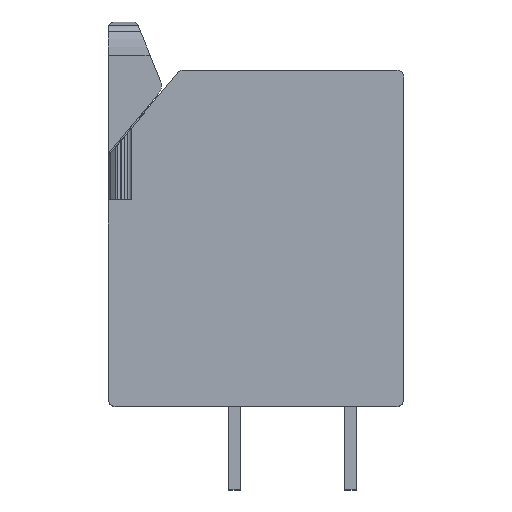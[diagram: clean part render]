
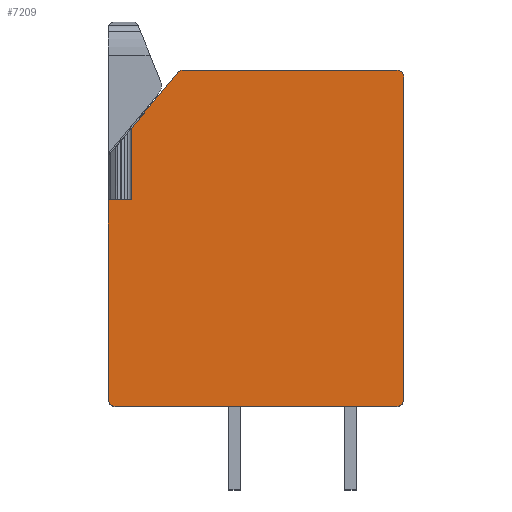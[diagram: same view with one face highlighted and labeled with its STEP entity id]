
A CAD part, top view. The second image highlights one B-rep face of the part: STEP entity #7209.
In plain terms, the highlighted planar face has unit normal (0, 0, 1).
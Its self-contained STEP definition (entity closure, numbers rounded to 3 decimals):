
#232=CIRCLE('',#7561,0.3);
#233=CIRCLE('',#7564,0.3);
#234=CIRCLE('',#7567,0.3);
#235=CIRCLE('',#7569,0.3);
#652=ORIENTED_EDGE('',*,*,#2223,.F.);
#653=ORIENTED_EDGE('',*,*,#2224,.T.);
#654=ORIENTED_EDGE('',*,*,#2225,.T.);
#655=ORIENTED_EDGE('',*,*,#2106,.T.);
#656=ORIENTED_EDGE('',*,*,#2226,.F.);
#657=ORIENTED_EDGE('',*,*,#2165,.T.);
#658=ORIENTED_EDGE('',*,*,#2089,.T.);
#659=ORIENTED_EDGE('',*,*,#2186,.T.);
#660=ORIENTED_EDGE('',*,*,#2202,.T.);
#661=ORIENTED_EDGE('',*,*,#2204,.T.);
#662=ORIENTED_EDGE('',*,*,#2220,.T.);
#663=ORIENTED_EDGE('',*,*,#2221,.T.);
#664=ORIENTED_EDGE('',*,*,#2017,.T.);
#665=ORIENTED_EDGE('',*,*,#2222,.T.);
#666=ORIENTED_EDGE('',*,*,#2113,.T.);
#2017=EDGE_CURVE('',#2818,#2817,#3337,.T.);
#2089=EDGE_CURVE('',#2883,#2882,#3389,.T.);
#2106=EDGE_CURVE('',#2900,#2899,#3399,.T.);
#2113=EDGE_CURVE('',#2907,#2906,#3403,.T.);
#2165=EDGE_CURVE('',#2956,#2883,#3434,.T.);
#2186=EDGE_CURVE('',#2882,#2969,#232,.T.);
#2202=EDGE_CURVE('',#2969,#2982,#3464,.T.);
#2204=EDGE_CURVE('',#2982,#2983,#233,.T.);
#2220=EDGE_CURVE('',#2983,#2996,#3481,.T.);
#2221=EDGE_CURVE('',#2996,#2818,#234,.T.);
#2222=EDGE_CURVE('',#2817,#2907,#235,.T.);
#2223=EDGE_CURVE('',#2997,#2906,#3482,.T.);
#2224=EDGE_CURVE('',#2997,#2998,#3483,.T.);
#2225=EDGE_CURVE('',#2998,#2900,#3484,.T.);
#2226=EDGE_CURVE('',#2956,#2899,#3485,.T.);
#2817=VERTEX_POINT('',#9641);
#2818=VERTEX_POINT('',#9643);
#2882=VERTEX_POINT('',#9784);
#2883=VERTEX_POINT('',#9786);
#2899=VERTEX_POINT('',#9819);
#2900=VERTEX_POINT('',#9821);
#2906=VERTEX_POINT('',#9833);
#2907=VERTEX_POINT('',#9835);
#2956=VERTEX_POINT('',#9940);
#2969=VERTEX_POINT('',#9978);
#2982=VERTEX_POINT('',#10008);
#2983=VERTEX_POINT('',#10012);
#2996=VERTEX_POINT('',#10042);
#2997=VERTEX_POINT('',#10050);
#2998=VERTEX_POINT('',#10052);
#3337=LINE('',#9642,#3899);
#3389=LINE('',#9785,#3951);
#3399=LINE('',#9820,#3961);
#3403=LINE('',#9834,#3965);
#3434=LINE('',#9939,#3996);
#3464=LINE('',#10009,#4026);
#3481=LINE('',#10043,#4043);
#3482=LINE('',#10049,#4044);
#3483=LINE('',#10051,#4045);
#3484=LINE('',#10053,#4046);
#3485=LINE('',#10054,#4047);
#3899=VECTOR('',#8044,1000.);
#3951=VECTOR('',#8148,1000.);
#3961=VECTOR('',#8174,1000.);
#3965=VECTOR('',#8184,1000.);
#3996=VECTOR('',#8265,1000.);
#4026=VECTOR('',#8321,1000.);
#4043=VECTOR('',#8344,1000.);
#4044=VECTOR('',#8355,1000.);
#4045=VECTOR('',#8356,1000.);
#4046=VECTOR('',#8357,1000.);
#4047=VECTOR('',#8358,1000.);
#4464=EDGE_LOOP('',(#652,#653,#654,#655,#656,#657,#658,#659,#660,#661,#662,
#663,#664,#665,#666));
#4759=FACE_BOUND('',#4464,.T.);
#5045=PLANE('',#7570);
#7209=ADVANCED_FACE('',(#4759),#5045,.T.);
#7561=AXIS2_PLACEMENT_3D('',#9979,#8302,#8303);
#7564=AXIS2_PLACEMENT_3D('',#10013,#8325,#8326);
#7567=AXIS2_PLACEMENT_3D('',#10045,#8347,#8348);
#7569=AXIS2_PLACEMENT_3D('',#10047,#8351,#8352);
#7570=AXIS2_PLACEMENT_3D('',#10048,#8353,#8354);
#8044=DIRECTION('',(-1.,0.,0.));
#8148=DIRECTION('',(0.,-1.,0.));
#8174=DIRECTION('',(-0.643,-0.766,0.));
#8184=DIRECTION('',(-0.643,-0.766,0.));
#8265=DIRECTION('',(-1.,0.,0.));
#8302=DIRECTION('',(0.,0.,1.));
#8303=DIRECTION('',(1.,0.,0.));
#8321=DIRECTION('',(1.,0.,0.));
#8325=DIRECTION('',(0.,0.,1.));
#8326=DIRECTION('',(1.,0.,0.));
#8344=DIRECTION('',(0.,1.,0.));
#8347=DIRECTION('',(0.,0.,1.));
#8348=DIRECTION('',(1.,0.,0.));
#8351=DIRECTION('',(0.,0.,1.));
#8352=DIRECTION('',(1.,0.,0.));
#8353=DIRECTION('',(0.,0.,1.));
#8354=DIRECTION('',(1.,0.,0.));
#8355=DIRECTION('',(0.,1.,0.));
#8356=DIRECTION('',(-1.,0.,0.));
#8357=DIRECTION('',(0.,1.,0.));
#8358=DIRECTION('',(0.,1.,0.));
#9641=CARTESIAN_POINT('',(-7.21,14.5,7.));
#9642=CARTESIAN_POINT('',(2.,14.5,7.));
#9643=CARTESIAN_POINT('',(2.,14.5,7.));
#9784=CARTESIAN_POINT('',(-10.45,0.3,7.));
#9785=CARTESIAN_POINT('',(-10.45,10.806,7.));
#9786=CARTESIAN_POINT('',(-10.45,8.9,7.));
#9819=CARTESIAN_POINT('',(-10.046,11.287,7.));
#9820=CARTESIAN_POINT('',(-7.44,14.393,7.));
#9821=CARTESIAN_POINT('',(-10.043,11.291,7.));
#9833=CARTESIAN_POINT('',(-9.45,11.997,7.));
#9834=CARTESIAN_POINT('',(-7.44,14.393,7.));
#9835=CARTESIAN_POINT('',(-7.44,14.393,7.));
#9939=CARTESIAN_POINT('',(-10.15,8.9,7.));
#9940=CARTESIAN_POINT('',(-10.046,8.9,7.));
#9978=CARTESIAN_POINT('',(-10.15,0.,7.));
#9979=CARTESIAN_POINT('',(-10.15,0.3,7.));
#10008=CARTESIAN_POINT('',(2.,0.,7.));
#10009=CARTESIAN_POINT('',(-10.15,0.,7.));
#10012=CARTESIAN_POINT('',(2.3,0.3,7.));
#10013=CARTESIAN_POINT('',(2.,0.3,7.));
#10042=CARTESIAN_POINT('',(2.3,14.2,7.));
#10043=CARTESIAN_POINT('',(2.3,0.3,7.));
#10045=CARTESIAN_POINT('',(2.,14.2,7.));
#10047=CARTESIAN_POINT('',(-7.21,14.2,7.));
#10048=CARTESIAN_POINT('',(-10.15,0.3,7.));
#10049=CARTESIAN_POINT('',(-9.45,0.3,7.));
#10050=CARTESIAN_POINT('',(-9.45,8.9,7.));
#10051=CARTESIAN_POINT('',(-10.15,8.9,7.));
#10052=CARTESIAN_POINT('',(-10.043,8.9,7.));
#10053=CARTESIAN_POINT('',(-10.043,8.9,7.));
#10054=CARTESIAN_POINT('',(-10.046,8.9,7.));
